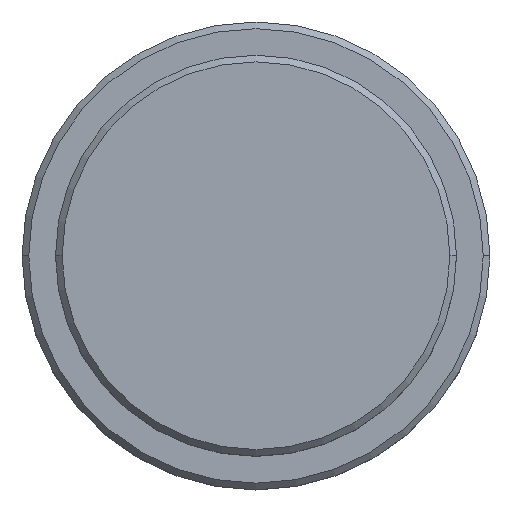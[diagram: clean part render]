
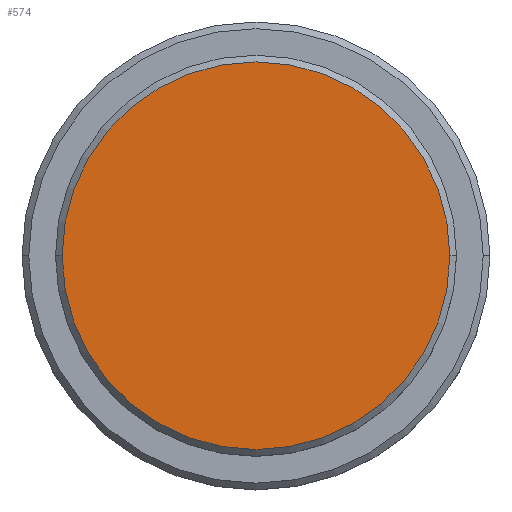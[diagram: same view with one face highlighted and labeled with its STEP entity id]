
A CAD part, top view. The second image highlights one B-rep face of the part: STEP entity #574.
In plain terms, the highlighted planar face has unit normal (0, 0, 1).
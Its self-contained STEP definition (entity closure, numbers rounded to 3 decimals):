
#57 = DIRECTION ( 'NONE',  ( 1., 0., 0. ) ) ;
#125 = EDGE_LOOP ( 'NONE', ( #1296, #1336 ) ) ;
#159 = CARTESIAN_POINT ( 'NONE',  ( 0., 0., 0. ) ) ;
#181 = PLANE ( 'NONE',  #390 ) ;
#233 = DIRECTION ( 'NONE',  ( 0., 0., 1. ) ) ;
#273 = CARTESIAN_POINT ( 'NONE',  ( 0., 0., 0. ) ) ;
#306 = DIRECTION ( 'NONE',  ( 0., 0., 1. ) ) ;
#390 = AXIS2_PLACEMENT_3D ( 'NONE', #273, #306, #427 ) ;
#427 = DIRECTION ( 'NONE',  ( 1., 0., 0. ) ) ;
#455 = CIRCLE ( 'NONE', #1371, 14.5 ) ;
#504 = CARTESIAN_POINT ( 'NONE',  ( -14.5, 0., 0. ) ) ;
#574 = ADVANCED_FACE ( 'NONE', ( #726 ), #181, .T. ) ;
#578 = CARTESIAN_POINT ( 'NONE',  ( 14.5, 0., 0. ) ) ;
#613 = EDGE_CURVE ( 'NONE', #919, #1215, #455, .T. ) ;
#618 = DIRECTION ( 'NONE',  ( 0., 0., 1. ) ) ;
#633 = DIRECTION ( 'NONE',  ( 1., 0., 0. ) ) ;
#726 = FACE_OUTER_BOUND ( 'NONE', #125, .T. ) ;
#760 = AXIS2_PLACEMENT_3D ( 'NONE', #159, #233, #57 ) ;
#902 = EDGE_CURVE ( 'NONE', #1215, #919, #987, .T. ) ;
#919 = VERTEX_POINT ( 'NONE', #504 ) ;
#987 = CIRCLE ( 'NONE', #760, 14.5 ) ;
#1215 = VERTEX_POINT ( 'NONE', #578 ) ;
#1264 = CARTESIAN_POINT ( 'NONE',  ( 0., 0., 0. ) ) ;
#1296 = ORIENTED_EDGE ( 'NONE', *, *, #613, .T. ) ;
#1336 = ORIENTED_EDGE ( 'NONE', *, *, #902, .T. ) ;
#1371 = AXIS2_PLACEMENT_3D ( 'NONE', #1264, #618, #633 ) ;
